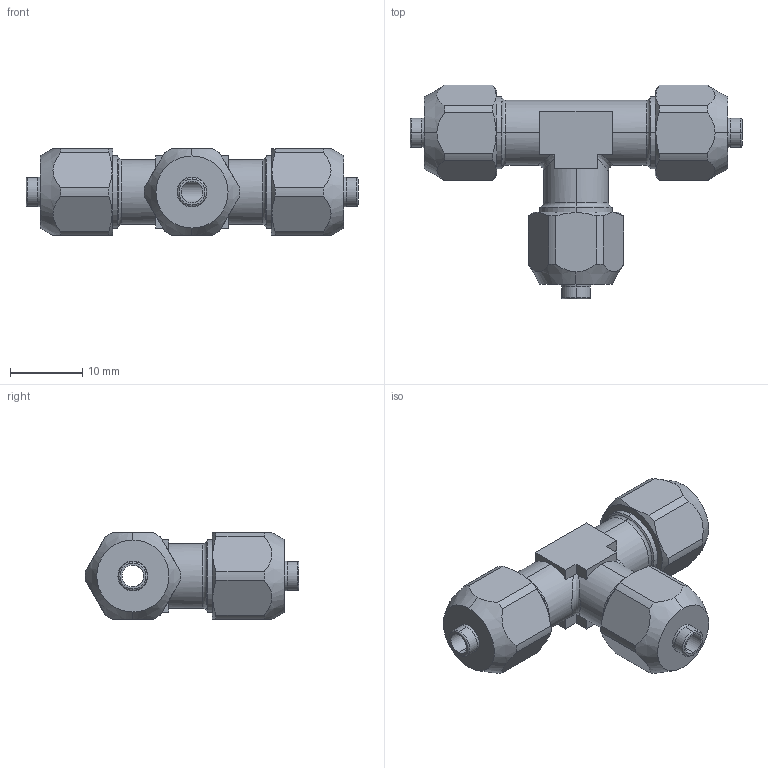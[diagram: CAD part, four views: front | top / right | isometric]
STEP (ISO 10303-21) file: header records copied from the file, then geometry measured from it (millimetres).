
FILE_DESCRIPTION (( 'STEP AP203' ), '1' );
FILE_NAME ('X2190030.STEP', '2011-07-21T07:51:58', ( 'Flavio' ), ( '' ), 'SwSTEP 2.0', 'SolidWorks 2011', '' );
FILE_SCHEMA (( 'CONFIG_CONTROL_DESIGN' ));
Length unit declared in the file: millimetre
Products named in the file (1): X2190030
Bounding box: 46 x 29.62 x 12 mm (x, y, z)
Volume: 5153.6 mm3; surface area: 3121.5 mm2
Topology: 1 solids, 1 shells, 123 faces, 314 edges, 198 vertices
Faces by surface type: plane 45, cylinder 40, cone 24, torus 12, bspline 2
Entity records: 4213 total; most frequent: CARTESIAN_POINT 1180, ORIENTED_EDGE 628, DIRECTION 622, EDGE_CURVE 314, AXIS2_PLACEMENT_3D 248, VERTEX_POINT 198, EDGE_LOOP 132, VECTOR 126
